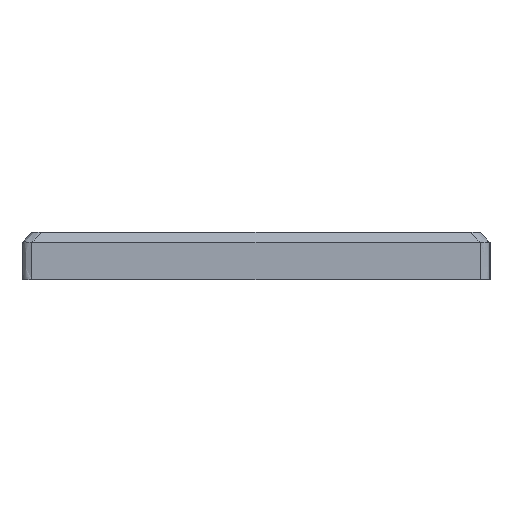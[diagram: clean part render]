
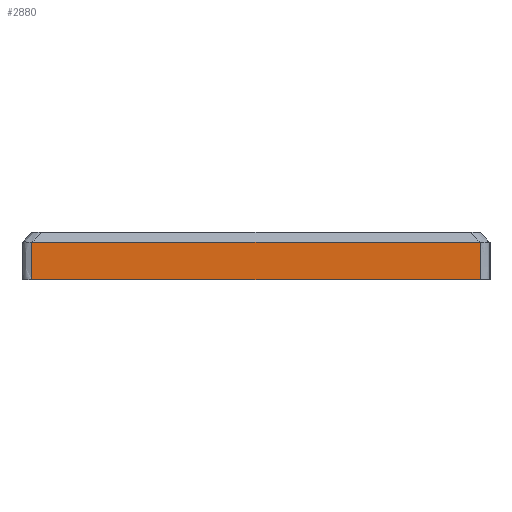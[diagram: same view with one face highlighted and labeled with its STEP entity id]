
A CAD part, left-side view. The second image highlights one B-rep face of the part: STEP entity #2880.
In plain terms, the highlighted planar face has unit normal (-1, 0, 0).
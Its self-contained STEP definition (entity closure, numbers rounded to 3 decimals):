
#69=B_SPLINE_CURVE_WITH_KNOTS('',3,(#5081,#5082,#5083,#5084),
 .UNSPECIFIED.,.F.,.F.,(4,4),(-0.76,0.),
 .UNSPECIFIED.);
#70=B_SPLINE_CURVE_WITH_KNOTS('',3,(#5114,#5115,#5116,#5117),
 .UNSPECIFIED.,.F.,.F.,(4,4),(0.,0.76),
 .UNSPECIFIED.);
#152=PLANE('',#3197);
#315=FACE_OUTER_BOUND('',#497,.T.);
#497=EDGE_LOOP('',(#2642,#2643,#2644,#2645));
#505=LINE('',#4097,#745);
#730=LINE('',#5227,#970);
#745=VECTOR('',#3217,10.);
#970=VECTOR('',#3998,10.);
#1136=VERTEX_POINT('',#4082);
#1137=VERTEX_POINT('',#4096);
#1374=VERTEX_POINT('',#5027);
#1376=VERTEX_POINT('',#5113);
#1409=EDGE_CURVE('',#1136,#1137,#505,.F.);
#1765=EDGE_CURVE('',#1374,#1136,#69,.T.);
#1768=EDGE_CURVE('',#1137,#1376,#70,.T.);
#1802=EDGE_CURVE('',#1376,#1374,#730,.T.);
#2642=ORIENTED_EDGE('',*,*,#1765,.F.);
#2643=ORIENTED_EDGE('',*,*,#1802,.F.);
#2644=ORIENTED_EDGE('',*,*,#1768,.F.);
#2645=ORIENTED_EDGE('',*,*,#1409,.F.);
#2880=ADVANCED_FACE('',(#315),#152,.T.);
#3197=AXIS2_PLACEMENT_3D('',#5258,#4044,#4045);
#3217=DIRECTION('',(0.,-1.,0.));
#3998=DIRECTION('',(0.,-1.,0.));
#4044=DIRECTION('center_axis',(-1.,0.,0.));
#4045=DIRECTION('ref_axis',(0.,-1.,0.));
#4082=CARTESIAN_POINT('',(-9.5,-83.7,5.));
#4096=CARTESIAN_POINT('',(-9.5,7.5,5.));
#4097=CARTESIAN_POINT('',(-9.5,-15.05,5.));
#5027=CARTESIAN_POINT('',(-9.5,-83.7,12.6));
#5081=CARTESIAN_POINT('Ctrl Pts',(-9.5,-83.7,12.6));
#5082=CARTESIAN_POINT('Ctrl Pts',(-9.5,-83.7,10.067));
#5083=CARTESIAN_POINT('Ctrl Pts',(-9.5,-83.7,7.533));
#5084=CARTESIAN_POINT('Ctrl Pts',(-9.5,-83.7,5.));
#5113=CARTESIAN_POINT('',(-9.5,7.5,12.6));
#5114=CARTESIAN_POINT('Ctrl Pts',(-9.5,7.5,5.));
#5115=CARTESIAN_POINT('Ctrl Pts',(-9.5,7.5,7.533));
#5116=CARTESIAN_POINT('Ctrl Pts',(-9.5,7.5,10.067));
#5117=CARTESIAN_POINT('Ctrl Pts',(-9.5,7.5,12.6));
#5227=CARTESIAN_POINT('',(-9.5,-15.05,12.6));
#5258=CARTESIAN_POINT('Origin',(-9.5,8.,6.6));
